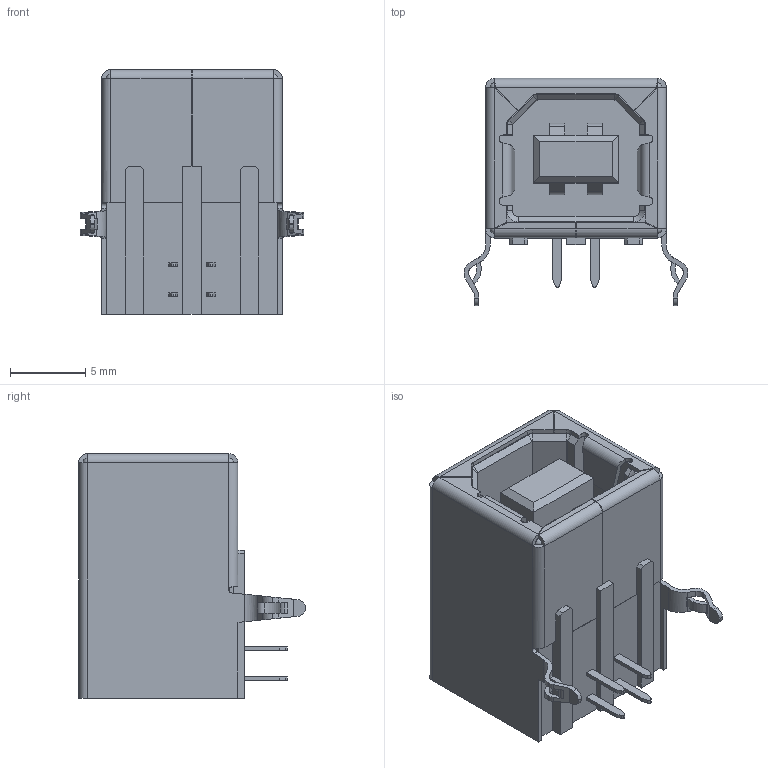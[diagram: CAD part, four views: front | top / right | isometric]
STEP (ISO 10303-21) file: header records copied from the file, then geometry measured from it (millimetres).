
FILE_DESCRIPTION (( 'STEP AP214' ), '1' );
FILE_NAME ('UE27BC54100.STEP', '2022-07-20T16:04:25', ( '' ), ( '' ), 'SwSTEP 2.0', 'SolidWorks 2017', '' );
FILE_SCHEMA (( 'AUTOMOTIVE_DESIGN' ));
Length unit declared in the file: millimetre
Products named in the file (1): UE27BC54100
Bounding box: 14.9 x 15.12 x 16.3 mm (x, y, z)
Volume: 1593.4 mm3; surface area: 2853.9 mm2
Topology: 10 solids, 10 shells, 372 faces, 978 edges, 616 vertices
Faces by surface type: plane 250, cylinder 106, bspline 6, cone 6, sphere 4
Entity records: 11635 total; most frequent: CARTESIAN_POINT 2397, ORIENTED_EDGE 1948, DIRECTION 1834, EDGE_CURVE 974, LINE 736, VECTOR 736, VERTEX_POINT 616, AXIS2_PLACEMENT_3D 549
